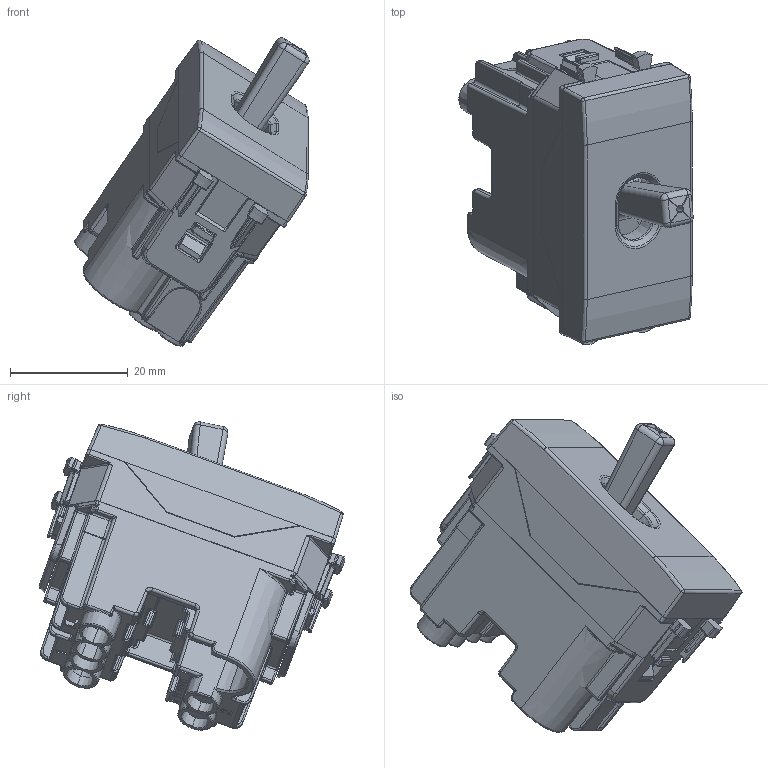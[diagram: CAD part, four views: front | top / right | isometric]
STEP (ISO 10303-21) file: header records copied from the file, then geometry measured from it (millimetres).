
FILE_DESCRIPTION(('CATIA V5 STEP Exchange'),'2;1');
FILE_NAME('441005LV.stp','2024-02-15T10:09:10+00:00',('none'),('none'),'CATIA Version 5-6 Release 2016 SP6','CATIA V5 STEP AP203','none');
FILE_SCHEMA(('CONFIG_CONTROL_DESIGN'));
Products named in the file (1): 441005LV
Assembly tree (12 placements, depth 2):
  441005LV
    #57
    #2627
    #4090  x2
    #6003  x2
    #6869
    #23183
    #70808
    #75371
    #77538
    #77981
Bounding box: 39.89 x 52.04 x 52.48 mm (x, y, z)
Volume: 14763.3 mm3; surface area: 25362.9 mm2
Topology: 13 solids, 13 shells, 3524 faces, 9144 edges, 5441 vertices
Faces by surface type: plane 1296, cylinder 1243, bspline 532, sphere 180, cone 157, torus 100, extrusion 16
Entity records: 132878 total; most frequent: CARTESIAN_POINT 61112, ORIENTED_EDGE 17388, DIRECTION 10244, EDGE_CURVE 8694, VERTEX_POINT 5295, VECTOR 4077, LINE 4061, AXIS2_PLACEMENT_3D 3722
